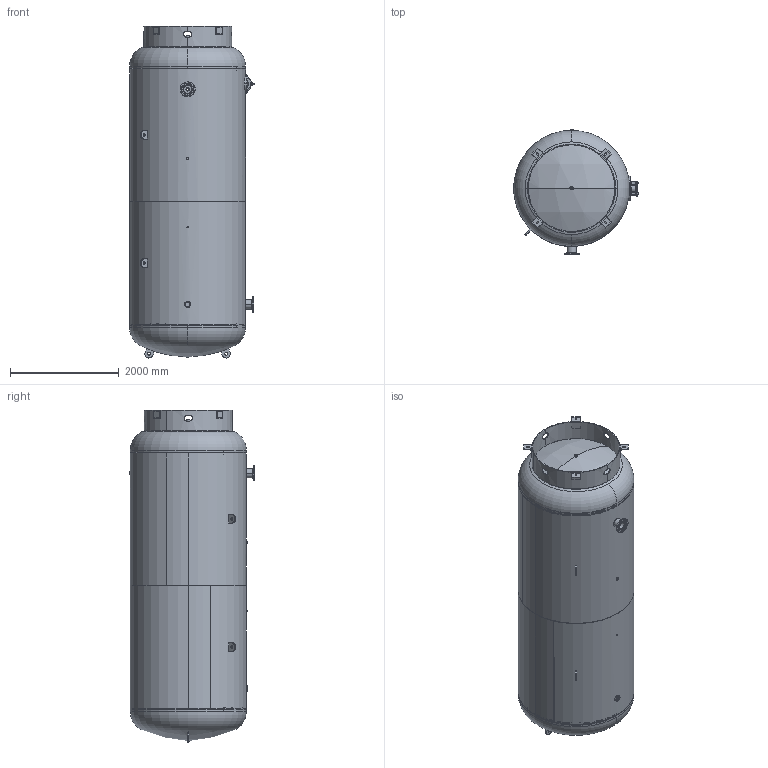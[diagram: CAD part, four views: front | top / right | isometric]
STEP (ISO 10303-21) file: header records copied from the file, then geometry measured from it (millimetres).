
FILE_DESCRIPTION (( 'STEP AP203' ), '1' );
FILE_NAME ('302459.STEP', '2012-03-05T14:41:30', ( '' ), ( '' ), 'SwSTEP 2.0', 'SolidWorks 2011', '' );
FILE_SCHEMA (( 'CONFIG_CONTROL_DESIGN' ));
Length unit declared in the file: inch
Products named in the file (1): 302459
Bounding box: 2295.43 x 2301.88 x 6117.76 mm (x, y, z)
Surface area: 66399824.8 mm2 (no closed solid volume)
Topology: 0 solids, 37 shells, 337 faces, 1051 edges, 739 vertices
Faces by surface type: cylinder 171, plane 118, torus 20, bspline 18, sphere 6, cone 4
Entity records: 19193 total; most frequent: CARTESIAN_POINT 9744, DIRECTION 2033, ORIENTED_EDGE 1747, EDGE_CURVE 1051, AXIS2_PLACEMENT_3D 784, VERTEX_POINT 739, LINE 465, VECTOR 465
